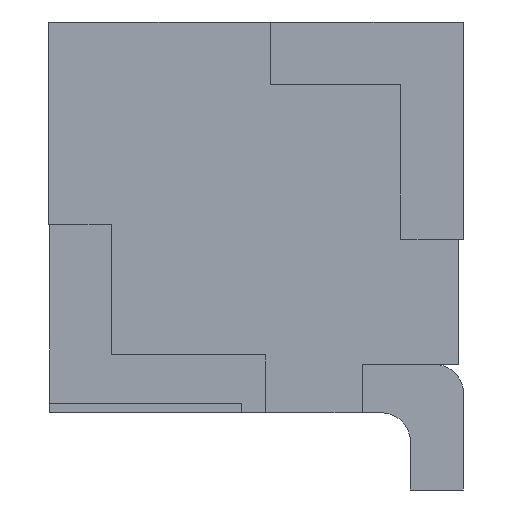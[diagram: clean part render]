
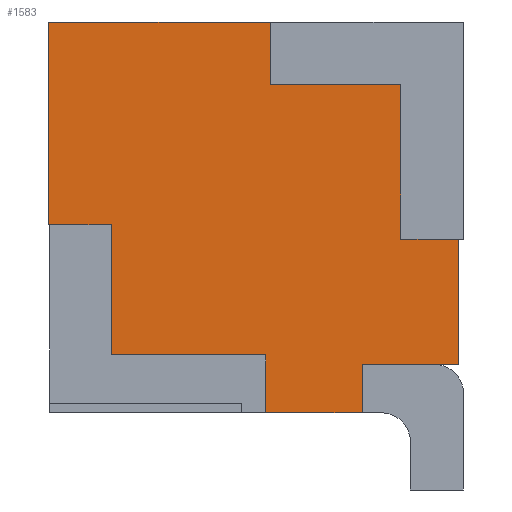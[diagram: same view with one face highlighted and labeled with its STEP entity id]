
A CAD part, left-side view. The second image highlights one B-rep face of the part: STEP entity #1583.
In plain terms, the highlighted planar face has unit normal (-1, 0, 0).
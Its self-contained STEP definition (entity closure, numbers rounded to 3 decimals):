
#88 = ORIENTED_EDGE ( 'NONE', *, *, #5033, .F. ) ;
#99 = VERTEX_POINT ( 'NONE', #8173 ) ;
#213 = ORIENTED_EDGE ( 'NONE', *, *, #1269, .F. ) ;
#425 = VERTEX_POINT ( 'NONE', #2107 ) ;
#459 = ORIENTED_EDGE ( 'NONE', *, *, #2972, .T. ) ;
#505 = LINE ( 'NONE', #6859, #6549 ) ;
#512 = EDGE_CURVE ( 'NONE', #99, #3449, #4405, .T. ) ;
#571 = VERTEX_POINT ( 'NONE', #5539 ) ;
#574 = CARTESIAN_POINT ( 'NONE',  ( -2.875, 1.95, 2.025 ) ) ;
#585 = CARTESIAN_POINT ( 'NONE',  ( -2.875, 2., -1.425 ) ) ;
#625 = VECTOR ( 'NONE', #5960, 1000. ) ;
#665 = EDGE_CURVE ( 'NONE', #2208, #99, #505, .T. ) ;
#686 = LINE ( 'NONE', #692, #4586 ) ;
#690 = CARTESIAN_POINT ( 'NONE',  ( -2.875, 4.25, 2.025 ) ) ;
#692 = CARTESIAN_POINT ( 'NONE',  ( -2.875, 4.25, 2.025 ) ) ;
#711 = CARTESIAN_POINT ( 'NONE',  ( -2.875, 2., -2.025 ) ) ;
#758 = DIRECTION ( 'NONE',  ( 0., 1., 0. ) ) ;
#828 = CARTESIAN_POINT ( 'NONE',  ( -2.875, 2., -1.425 ) ) ;
#876 = CARTESIAN_POINT ( 'NONE',  ( -2.875, 4.25, -0.025 ) ) ;
#966 = DIRECTION ( 'NONE',  ( 0., 1., 0. ) ) ;
#1163 = VERTEX_POINT ( 'NONE', #585 ) ;
#1188 = ORIENTED_EDGE ( 'NONE', *, *, #6436, .F. ) ;
#1269 = EDGE_CURVE ( 'NONE', #4031, #5473, #686, .T. ) ;
#1401 = LINE ( 'NONE', #2901, #5115 ) ;
#1425 = DIRECTION ( 'NONE',  ( 0., 0., 1. ) ) ;
#1487 = CARTESIAN_POINT ( 'NONE',  ( -2.875, 0.6, -0.225 ) ) ;
#1530 = CARTESIAN_POINT ( 'NONE',  ( -2.875, 3.6, -1.425 ) ) ;
#1583 = ADVANCED_FACE ( 'NONE', ( #8132 ), #1618, .F. ) ;
#1586 = DIRECTION ( 'NONE',  ( 0., -1., 0. ) ) ;
#1618 = PLANE ( 'NONE',  #3300 ) ;
#1650 = VECTOR ( 'NONE', #2681, 1000. ) ;
#1703 = LINE ( 'NONE', #2869, #8358 ) ;
#1725 = ORIENTED_EDGE ( 'NONE', *, *, #4082, .F. ) ;
#1749 = ORIENTED_EDGE ( 'NONE', *, *, #3653, .F. ) ;
#1828 = ORIENTED_EDGE ( 'NONE', *, *, #6624, .F. ) ;
#1841 = ORIENTED_EDGE ( 'NONE', *, *, #2341, .F. ) ;
#2107 = CARTESIAN_POINT ( 'NONE',  ( -2.875, 0.6, 1.375 ) ) ;
#2168 = CARTESIAN_POINT ( 'NONE',  ( -2.875, 0., 2.025 ) ) ;
#2208 = VERTEX_POINT ( 'NONE', #1530 ) ;
#2341 = EDGE_CURVE ( 'NONE', #7826, #6435, #5751, .T. ) ;
#2369 = ORIENTED_EDGE ( 'NONE', *, *, #665, .F. ) ;
#2681 = DIRECTION ( 'NONE',  ( 0., 0., -1. ) ) ;
#2766 = CARTESIAN_POINT ( 'NONE',  ( -2.875, 1., -1.525 ) ) ;
#2838 = EDGE_CURVE ( 'NONE', #6912, #1163, #7886, .T. ) ;
#2848 = VERTEX_POINT ( 'NONE', #3414 ) ;
#2869 = CARTESIAN_POINT ( 'NONE',  ( -2.875, 3.6, -1.425 ) ) ;
#2901 = CARTESIAN_POINT ( 'NONE',  ( -2.875, 1.95, 1.375 ) ) ;
#2914 = VECTOR ( 'NONE', #6350, 1000. ) ;
#2942 = VECTOR ( 'NONE', #5919, 1000. ) ;
#2972 = EDGE_CURVE ( 'NONE', #2848, #8098, #7789, .T. ) ;
#3199 = VECTOR ( 'NONE', #758, 1000. ) ;
#3300 = AXIS2_PLACEMENT_3D ( 'NONE', #4259, #6856, #8038 ) ;
#3343 = EDGE_CURVE ( 'NONE', #3449, #4031, #6029, .T. ) ;
#3414 = CARTESIAN_POINT ( 'NONE',  ( -2.875, 1., -2.025 ) ) ;
#3449 = VERTEX_POINT ( 'NONE', #7332 ) ;
#3529 = VERTEX_POINT ( 'NONE', #5251 ) ;
#3636 = CARTESIAN_POINT ( 'NONE',  ( -2.875, 0.6, -0.225 ) ) ;
#3653 = EDGE_CURVE ( 'NONE', #425, #7826, #4020, .T. ) ;
#3777 = ORIENTED_EDGE ( 'NONE', *, *, #3818, .T. ) ;
#3791 = LINE ( 'NONE', #7062, #3199 ) ;
#3818 = EDGE_CURVE ( 'NONE', #3529, #6435, #7769, .T. ) ;
#3972 = ORIENTED_EDGE ( 'NONE', *, *, #3343, .F. ) ;
#4020 = LINE ( 'NONE', #7105, #2914 ) ;
#4031 = VERTEX_POINT ( 'NONE', #690 ) ;
#4082 = EDGE_CURVE ( 'NONE', #571, #425, #1401, .T. ) ;
#4103 = EDGE_CURVE ( 'NONE', #1163, #2208, #1703, .T. ) ;
#4183 = DIRECTION ( 'NONE',  ( 0., 1., 0. ) ) ;
#4259 = CARTESIAN_POINT ( 'NONE',  ( -2.875, 0., 0. ) ) ;
#4405 = LINE ( 'NONE', #6760, #5331 ) ;
#4586 = VECTOR ( 'NONE', #5938, 1000. ) ;
#4718 = CARTESIAN_POINT ( 'NONE',  ( -2.875, 1.95, 2.025 ) ) ;
#5033 = EDGE_CURVE ( 'NONE', #2848, #6912, #3791, .T. ) ;
#5115 = VECTOR ( 'NONE', #1586, 1000. ) ;
#5147 = ORIENTED_EDGE ( 'NONE', *, *, #512, .F. ) ;
#5236 = VECTOR ( 'NONE', #1425, 1000. ) ;
#5251 = CARTESIAN_POINT ( 'NONE',  ( -2.875, 0., -1.525 ) ) ;
#5331 = VECTOR ( 'NONE', #6731, 1000. ) ;
#5360 = LINE ( 'NONE', #7393, #6259 ) ;
#5473 = VERTEX_POINT ( 'NONE', #574 ) ;
#5539 = CARTESIAN_POINT ( 'NONE',  ( -2.875, 1.95, 1.375 ) ) ;
#5709 = VECTOR ( 'NONE', #7238, 1000. ) ;
#5751 = LINE ( 'NONE', #1487, #2942 ) ;
#5919 = DIRECTION ( 'NONE',  ( 0., -1., 0. ) ) ;
#5938 = DIRECTION ( 'NONE',  ( 0., -1., 0. ) ) ;
#5960 = DIRECTION ( 'NONE',  ( 0., 0., 1. ) ) ;
#6013 = DIRECTION ( 'NONE',  ( 0., 0., 1. ) ) ;
#6029 = LINE ( 'NONE', #876, #8371 ) ;
#6259 = VECTOR ( 'NONE', #4183, 1000. ) ;
#6350 = DIRECTION ( 'NONE',  ( 0., 0., -1. ) ) ;
#6435 = VERTEX_POINT ( 'NONE', #6630 ) ;
#6436 = EDGE_CURVE ( 'NONE', #5473, #571, #8200, .T. ) ;
#6549 = VECTOR ( 'NONE', #7704, 1000. ) ;
#6624 = EDGE_CURVE ( 'NONE', #3529, #8098, #5360, .T. ) ;
#6630 = CARTESIAN_POINT ( 'NONE',  ( -2.875, 0., -0.225 ) ) ;
#6646 = CARTESIAN_POINT ( 'NONE',  ( -2.875, 1., 2.025 ) ) ;
#6731 = DIRECTION ( 'NONE',  ( 0., 1., 0. ) ) ;
#6760 = CARTESIAN_POINT ( 'NONE',  ( -2.875, 4.25, -0.075 ) ) ;
#6856 = DIRECTION ( 'NONE',  ( 1., 0., 0. ) ) ;
#6859 = CARTESIAN_POINT ( 'NONE',  ( -2.875, 3.6, -0.075 ) ) ;
#6912 = VERTEX_POINT ( 'NONE', #711 ) ;
#7062 = CARTESIAN_POINT ( 'NONE',  ( -2.875, 4.25, -2.025 ) ) ;
#7105 = CARTESIAN_POINT ( 'NONE',  ( -2.875, 0.6, 1.375 ) ) ;
#7238 = DIRECTION ( 'NONE',  ( 0., 0., 1. ) ) ;
#7332 = CARTESIAN_POINT ( 'NONE',  ( -2.875, 4.25, -0.075 ) ) ;
#7383 = ORIENTED_EDGE ( 'NONE', *, *, #4103, .F. ) ;
#7393 = CARTESIAN_POINT ( 'NONE',  ( -2.875, 4.25, -1.525 ) ) ;
#7704 = DIRECTION ( 'NONE',  ( 0., 0., 1. ) ) ;
#7769 = LINE ( 'NONE', #2168, #5709 ) ;
#7789 = LINE ( 'NONE', #6646, #5236 ) ;
#7826 = VERTEX_POINT ( 'NONE', #3636 ) ;
#7886 = LINE ( 'NONE', #828, #625 ) ;
#8038 = DIRECTION ( 'NONE',  ( 0., 0., 1. ) ) ;
#8088 = ORIENTED_EDGE ( 'NONE', *, *, #2838, .F. ) ;
#8098 = VERTEX_POINT ( 'NONE', #2766 ) ;
#8132 = FACE_OUTER_BOUND ( 'NONE', #8234, .T. ) ;
#8173 = CARTESIAN_POINT ( 'NONE',  ( -2.875, 3.6, -0.075 ) ) ;
#8200 = LINE ( 'NONE', #4718, #1650 ) ;
#8234 = EDGE_LOOP ( 'NONE', ( #3972, #5147, #2369, #7383, #8088, #88, #459, #1828, #3777, #1841, #1749, #1725, #1188, #213 ) ) ;
#8358 = VECTOR ( 'NONE', #966, 1000. ) ;
#8371 = VECTOR ( 'NONE', #6013, 1000. ) ;
